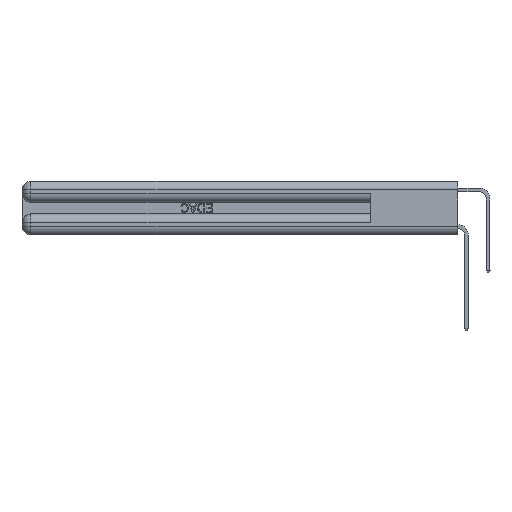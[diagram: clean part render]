
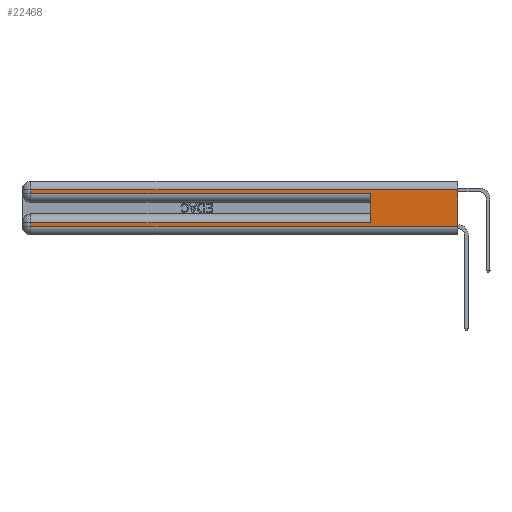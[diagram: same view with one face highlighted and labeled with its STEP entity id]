
A CAD part, left-side view. The second image highlights one B-rep face of the part: STEP entity #22468.
In plain terms, the highlighted planar face has unit normal (-1, 0, 0).
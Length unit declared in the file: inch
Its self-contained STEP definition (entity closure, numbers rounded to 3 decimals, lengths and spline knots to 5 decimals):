
#937 = CARTESIAN_POINT ( 'NONE',  ( 0., 0.6, 0.285 ) ) ;
#1048 = EDGE_CURVE ( 'NONE', #7208, #9866, #13229, .T. ) ;
#1490 = EDGE_CURVE ( 'NONE', #2782, #10970, #5820, .T. ) ;
#1709 = DIRECTION ( 'NONE',  ( 0., 0., -1. ) ) ;
#2106 = CARTESIAN_POINT ( 'NONE',  ( 0., 0., 0.06 ) ) ;
#2522 = VECTOR ( 'NONE', #21428, 39.37008 ) ;
#2782 = VERTEX_POINT ( 'NONE', #15135 ) ;
#3059 = CARTESIAN_POINT ( 'NONE',  ( 0., 0., 0.285 ) ) ;
#3131 = VERTEX_POINT ( 'NONE', #937 ) ;
#3658 = LINE ( 'NONE', #16634, #18091 ) ;
#3816 = CARTESIAN_POINT ( 'NONE',  ( 0., 0., 0.37 ) ) ;
#4306 = EDGE_LOOP ( 'NONE', ( #20052, #17960, #10881, #18503, #15914, #28336, #7816, #5576 ) ) ;
#4722 = EDGE_CURVE ( 'NONE', #11836, #2782, #7247, .T. ) ;
#5576 = ORIENTED_EDGE ( 'NONE', *, *, #19686, .T. ) ;
#5708 = EDGE_CURVE ( 'NONE', #9866, #20763, #23805, .T. ) ;
#5820 = LINE ( 'NONE', #19845, #16261 ) ;
#5957 = CARTESIAN_POINT ( 'NONE',  ( 0., 2.94, 0.37 ) ) ;
#6309 = CARTESIAN_POINT ( 'NONE',  ( 0., 0., 0.085 ) ) ;
#6975 = VECTOR ( 'NONE', #12596, 39.37008 ) ;
#7208 = VERTEX_POINT ( 'NONE', #15869 ) ;
#7247 = LINE ( 'NONE', #18469, #10575 ) ;
#7433 = CARTESIAN_POINT ( 'NONE',  ( 0., 0.6, 0.145 ) ) ;
#7618 = DIRECTION ( 'NONE',  ( 0., -1., 0. ) ) ;
#7816 = ORIENTED_EDGE ( 'NONE', *, *, #5708, .T. ) ;
#8229 = VECTOR ( 'NONE', #14852, 39.37008 ) ;
#9284 = DIRECTION ( 'NONE',  ( 1., 0., 0. ) ) ;
#9334 = DIRECTION ( 'NONE',  ( 0., 1., 0. ) ) ;
#9866 = VERTEX_POINT ( 'NONE', #24896 ) ;
#10575 = VECTOR ( 'NONE', #9334, 39.37008 ) ;
#10881 = ORIENTED_EDGE ( 'NONE', *, *, #1490, .T. ) ;
#10970 = VERTEX_POINT ( 'NONE', #12067 ) ;
#11063 = AXIS2_PLACEMENT_3D ( 'NONE', #20492, #9284, #22847 ) ;
#11220 = EDGE_CURVE ( 'NONE', #11836, #17685, #24033, .T. ) ;
#11836 = VERTEX_POINT ( 'NONE', #12294 ) ;
#12067 = CARTESIAN_POINT ( 'NONE',  ( 0., 2.94, 0.285 ) ) ;
#12294 = CARTESIAN_POINT ( 'NONE',  ( 0., 0., 0.31 ) ) ;
#12596 = DIRECTION ( 'NONE',  ( 0., 0., 1. ) ) ;
#13229 = LINE ( 'NONE', #6309, #8229 ) ;
#13833 = PLANE ( 'NONE',  #11063 ) ;
#14852 = DIRECTION ( 'NONE',  ( 0., 1., 0. ) ) ;
#14923 = CARTESIAN_POINT ( 'NONE',  ( 0., 2.94, 0.06 ) ) ;
#15075 = EDGE_CURVE ( 'NONE', #7208, #3131, #21284, .T. ) ;
#15135 = CARTESIAN_POINT ( 'NONE',  ( 0., 2.94, 0.31 ) ) ;
#15726 = VECTOR ( 'NONE', #20768, 39.37008 ) ;
#15869 = CARTESIAN_POINT ( 'NONE',  ( 0., 0.6, 0.085 ) ) ;
#15914 = ORIENTED_EDGE ( 'NONE', *, *, #15075, .F. ) ;
#16261 = VECTOR ( 'NONE', #1709, 39.37008 ) ;
#16634 = CARTESIAN_POINT ( 'NONE',  ( 0., 0., 0.06 ) ) ;
#17685 = VERTEX_POINT ( 'NONE', #2106 ) ;
#17960 = ORIENTED_EDGE ( 'NONE', *, *, #4722, .T. ) ;
#18091 = VECTOR ( 'NONE', #7618, 39.37008 ) ;
#18469 = CARTESIAN_POINT ( 'NONE',  ( 0., 0., 0.31 ) ) ;
#18503 = ORIENTED_EDGE ( 'NONE', *, *, #21554, .T. ) ;
#19686 = EDGE_CURVE ( 'NONE', #20763, #17685, #3658, .T. ) ;
#19845 = CARTESIAN_POINT ( 'NONE',  ( 0., 2.94, 0.37 ) ) ;
#20052 = ORIENTED_EDGE ( 'NONE', *, *, #11220, .F. ) ;
#20492 = CARTESIAN_POINT ( 'NONE',  ( 0., 0., 0.37 ) ) ;
#20763 = VERTEX_POINT ( 'NONE', #14923 ) ;
#20768 = DIRECTION ( 'NONE',  ( 0., -1., 0. ) ) ;
#21284 = LINE ( 'NONE', #7433, #6975 ) ;
#21428 = DIRECTION ( 'NONE',  ( 0., 0., -1. ) ) ;
#21554 = EDGE_CURVE ( 'NONE', #10970, #3131, #23266, .T. ) ;
#21798 = DIRECTION ( 'NONE',  ( 0., 0., -1. ) ) ;
#22468 = ADVANCED_FACE ( 'NONE', ( #27412 ), #13833, .F. ) ;
#22847 = DIRECTION ( 'NONE',  ( 0., 0., -1. ) ) ;
#23266 = LINE ( 'NONE', #3059, #15726 ) ;
#23805 = LINE ( 'NONE', #5957, #2522 ) ;
#24033 = LINE ( 'NONE', #3816, #29048 ) ;
#24896 = CARTESIAN_POINT ( 'NONE',  ( 0., 2.94, 0.085 ) ) ;
#27412 = FACE_OUTER_BOUND ( 'NONE', #4306, .T. ) ;
#28336 = ORIENTED_EDGE ( 'NONE', *, *, #1048, .T. ) ;
#29048 = VECTOR ( 'NONE', #21798, 39.37008 ) ;
